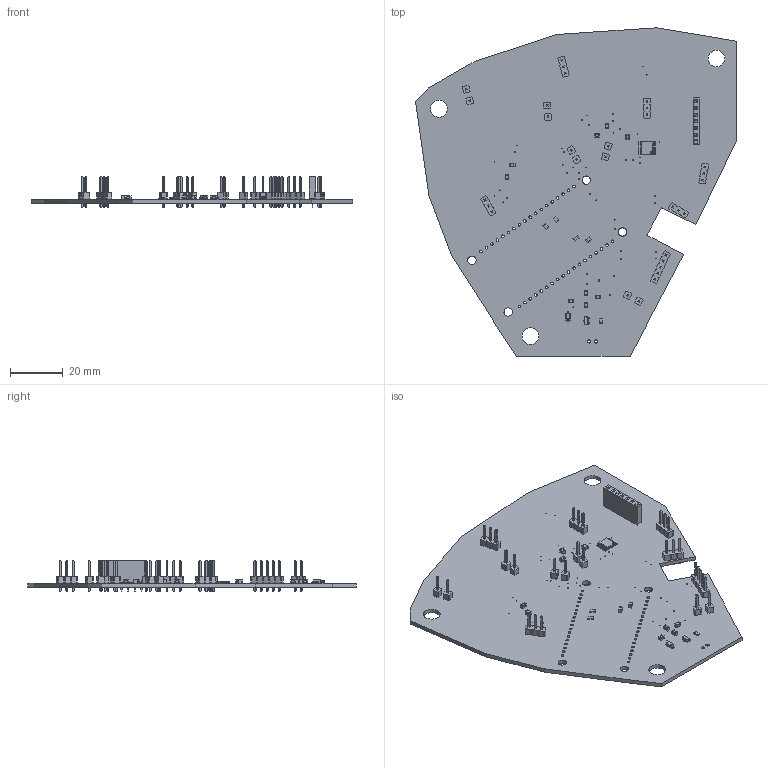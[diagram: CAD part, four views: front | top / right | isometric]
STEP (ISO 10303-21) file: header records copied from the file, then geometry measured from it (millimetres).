
FILE_DESCRIPTION(('KiCad electronic assembly'),'2;1');
FILE_NAME('RobotHandFINAL.step','2025-11-13T15:20:26',('Pcbnew'),( 'Kicad'),'Open CASCADE STEP processor 7.9','KiCad to STEP converter' ,'Unknown');
FILE_SCHEMA(('AUTOMOTIVE_DESIGN { 1 0 10303 214 1 1 1 1 }'));
Length unit declared in the file: millimetre
Products named in the file (11): RobotHandFINAL 1; D_SOD-123; R_0805_2012Metric; PinHeader_1x01_P2.54mm_Vertical; C_0805_2012Metric; PinHeader_1x03_P2.54mm_Vertical; PinSocket_1x07_P2.54mm_Vertical; PinHeader_1x05_P2.54mm_Vertical; TSSOP-16_4.4x5mm_P0.65mm; SOT-23-3; RobotHandFINAL_PCB
Assembly tree (35 placements, depth 2):
  RobotHandFINAL 1
    D_SOD-123
    R_0805_2012Metric  x3
    PinHeader_1x01_P2.54mm_Vertical  x10
    C_0805_2012Metric  x11
    PinHeader_1x03_P2.54mm_Vertical  x5
    PinSocket_1x07_P2.54mm_Vertical
    PinHeader_1x05_P2.54mm_Vertical
    TSSOP-16_4.4x5mm_P0.65mm
    SOT-23-3
    RobotHandFINAL_PCB
Bounding box: 121.92 x 124.71 x 11.64 mm (x, y, z)
Volume: 17799.9 mm3; surface area: 25998 mm2
Topology: 35 solids, 35 shells, 1891 faces, 4774 edges, 3052 vertices
Faces by surface type: plane 1483, cylinder 368, bspline 40
Full cylindrical faces by diameter (mm): 0.3 x45, 0.508 x1, 1 x73, 1.2 x2, 3.2 x4, 6.4 x3
Entity records: 38816 total; most frequent: CARTESIAN_POINT 5517, ORIENTED_EDGE 5243, DIRECTION 5026, EDGE_CURVE 2622, LINE 2096, VECTOR 2096, VERTEX_POINT 1676, AXIS2_PLACEMENT_3D 1465
